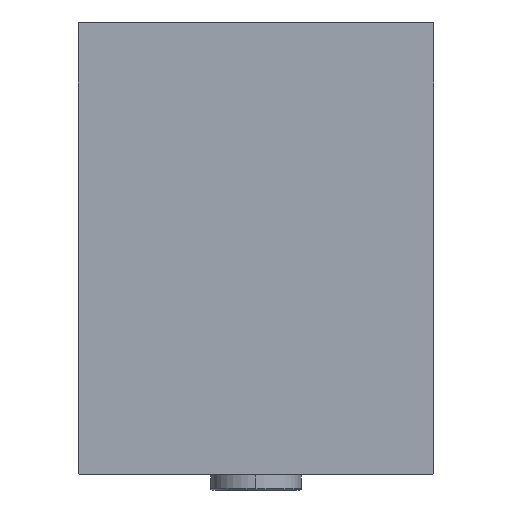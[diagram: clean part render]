
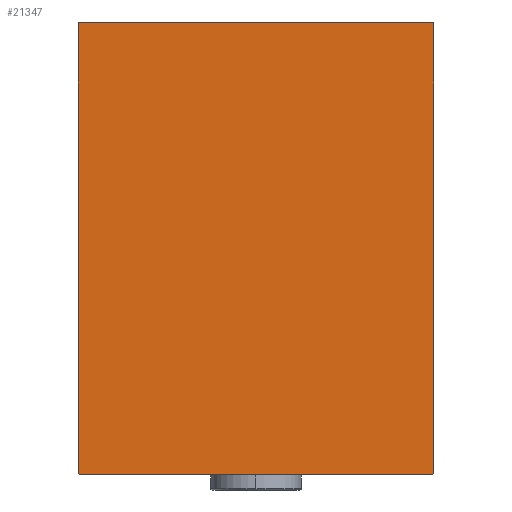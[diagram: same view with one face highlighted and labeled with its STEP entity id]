
A CAD part, left-side view. The second image highlights one B-rep face of the part: STEP entity #21347.
In plain terms, the highlighted face is planar.
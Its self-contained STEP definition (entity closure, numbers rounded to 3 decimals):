
#248 = VECTOR ( 'NONE', #4733, 1000. ) ;
#444 = ORIENTED_EDGE ( 'NONE', *, *, #32314, .T. ) ;
#446 = CARTESIAN_POINT ( 'NONE',  ( 133., -54.7, 70. ) ) ;
#556 = ORIENTED_EDGE ( 'NONE', *, *, #31610, .T. ) ;
#1532 = ORIENTED_EDGE ( 'NONE', *, *, #44603, .T. ) ;
#3172 = DIRECTION ( 'NONE',  ( 0., -0.707, 0.707 ) ) ;
#3759 = ORIENTED_EDGE ( 'NONE', *, *, #24980, .T. ) ;
#4004 = VERTEX_POINT ( 'NONE', #28842 ) ;
#4526 = LINE ( 'NONE', #35057, #5571 ) ;
#4655 = ORIENTED_EDGE ( 'NONE', *, *, #18455, .T. ) ;
#4733 = DIRECTION ( 'NONE',  ( 0., 1., 0. ) ) ;
#5571 = VECTOR ( 'NONE', #29176, 1000. ) ;
#6810 = VECTOR ( 'NONE', #16048, 1000. ) ;
#7150 = EDGE_CURVE ( 'NONE', #21805, #11843, #15611, .T. ) ;
#7582 = VECTOR ( 'NONE', #28835, 1000. ) ;
#7825 = CARTESIAN_POINT ( 'NONE',  ( 133., -62.35, -62.35 ) ) ;
#8042 = DIRECTION ( 'NONE',  ( 0., 0.707, -0.707 ) ) ;
#8968 = VECTOR ( 'NONE', #3172, 1000. ) ;
#9396 = EDGE_CURVE ( 'NONE', #30298, #16863, #18426, .T. ) ;
#11843 = VERTEX_POINT ( 'NONE', #24623 ) ;
#15044 = CARTESIAN_POINT ( 'NONE',  ( 133., -62.35, 62.35 ) ) ;
#15140 = CARTESIAN_POINT ( 'NONE',  ( 133., -55., -70. ) ) ;
#15283 = CARTESIAN_POINT ( 'NONE',  ( 133., -55., 70. ) ) ;
#15611 = LINE ( 'NONE', #32782, #6810 ) ;
#15643 = LINE ( 'NONE', #39390, #27919 ) ;
#16048 = DIRECTION ( 'NONE',  ( 0., 0.707, 0.707 ) ) ;
#16863 = VERTEX_POINT ( 'NONE', #22763 ) ;
#17243 = ORIENTED_EDGE ( 'NONE', *, *, #7150, .T. ) ;
#18426 = LINE ( 'NONE', #15044, #7582 ) ;
#18455 = EDGE_CURVE ( 'NONE', #16863, #4004, #39488, .T. ) ;
#18973 = LINE ( 'NONE', #15140, #248 ) ;
#20256 = VECTOR ( 'NONE', #8042, 1000. ) ;
#21347 = ADVANCED_FACE ( 'NONE', ( #31676 ), #38683, .T. ) ;
#21805 = VERTEX_POINT ( 'NONE', #37479 ) ;
#22211 = DIRECTION ( 'NONE',  ( 0., -1., 0. ) ) ;
#22398 = VERTEX_POINT ( 'NONE', #36850 ) ;
#22763 = CARTESIAN_POINT ( 'NONE',  ( 133., -55., 69.7 ) ) ;
#24623 = CARTESIAN_POINT ( 'NONE',  ( 133., 55., -69.7 ) ) ;
#24980 = EDGE_CURVE ( 'NONE', #4004, #31875, #42200, .T. ) ;
#25249 = DIRECTION ( 'NONE',  ( 0., 0., -1. ) ) ;
#27919 = VECTOR ( 'NONE', #22211, 1000. ) ;
#28669 = VECTOR ( 'NONE', #25249, 1000. ) ;
#28835 = DIRECTION ( 'NONE',  ( 0., -0.707, -0.707 ) ) ;
#28842 = CARTESIAN_POINT ( 'NONE',  ( 133., -55., -69.7 ) ) ;
#29176 = DIRECTION ( 'NONE',  ( 0., 0., 1. ) ) ;
#30298 = VERTEX_POINT ( 'NONE', #446 ) ;
#30589 = CARTESIAN_POINT ( 'NONE',  ( 133., -54.7, -70. ) ) ;
#30994 = ORIENTED_EDGE ( 'NONE', *, *, #44241, .T. ) ;
#31610 = EDGE_CURVE ( 'NONE', #31875, #21805, #18973, .T. ) ;
#31676 = FACE_OUTER_BOUND ( 'NONE', #37474, .T. ) ;
#31875 = VERTEX_POINT ( 'NONE', #30589 ) ;
#31894 = CARTESIAN_POINT ( 'NONE',  ( 133., 0., 0. ) ) ;
#31897 = VERTEX_POINT ( 'NONE', #44407 ) ;
#32314 = EDGE_CURVE ( 'NONE', #22398, #31897, #33263, .T. ) ;
#32782 = CARTESIAN_POINT ( 'NONE',  ( 133., 62.35, -62.35 ) ) ;
#33263 = LINE ( 'NONE', #40733, #8968 ) ;
#35057 = CARTESIAN_POINT ( 'NONE',  ( 133., 55., -70. ) ) ;
#36850 = CARTESIAN_POINT ( 'NONE',  ( 133., 55., 69.7 ) ) ;
#37474 = EDGE_LOOP ( 'NONE', ( #556, #17243, #1532, #444, #30994, #44532, #4655, #3759 ) ) ;
#37479 = CARTESIAN_POINT ( 'NONE',  ( 133., 54.7, -70. ) ) ;
#38240 = DIRECTION ( 'NONE',  ( 1., 0., 0. ) ) ;
#38683 = PLANE ( 'NONE',  #43954 ) ;
#39390 = CARTESIAN_POINT ( 'NONE',  ( 133., 55., 70. ) ) ;
#39488 = LINE ( 'NONE', #15283, #28669 ) ;
#40733 = CARTESIAN_POINT ( 'NONE',  ( 133., 62.35, 62.35 ) ) ;
#41416 = DIRECTION ( 'NONE',  ( 0., 0., -1. ) ) ;
#42200 = LINE ( 'NONE', #7825, #20256 ) ;
#43954 = AXIS2_PLACEMENT_3D ( 'NONE', #31894, #38240, #41416 ) ;
#44241 = EDGE_CURVE ( 'NONE', #31897, #30298, #15643, .T. ) ;
#44407 = CARTESIAN_POINT ( 'NONE',  ( 133., 54.7, 70. ) ) ;
#44532 = ORIENTED_EDGE ( 'NONE', *, *, #9396, .T. ) ;
#44603 = EDGE_CURVE ( 'NONE', #11843, #22398, #4526, .T. ) ;
